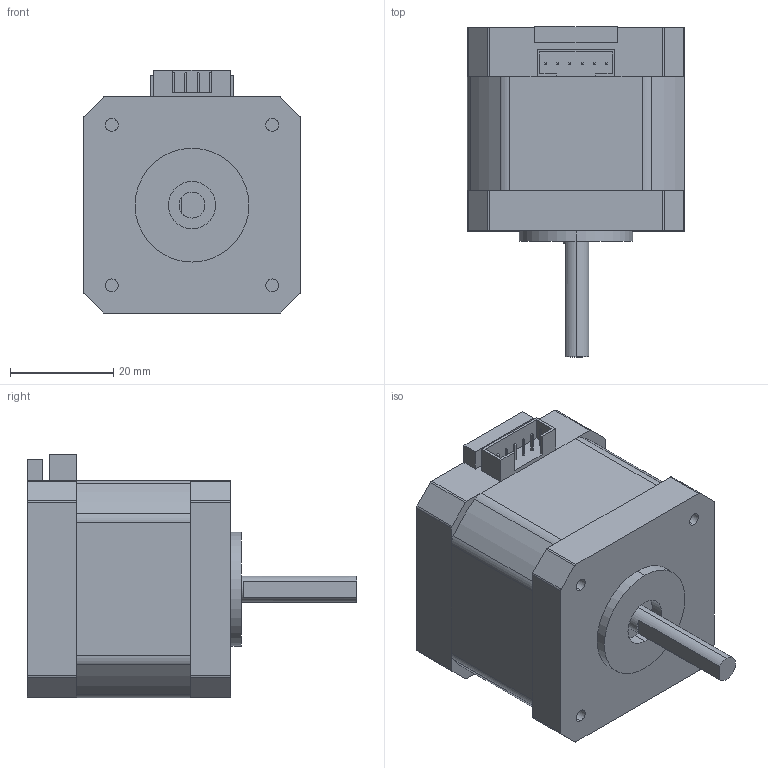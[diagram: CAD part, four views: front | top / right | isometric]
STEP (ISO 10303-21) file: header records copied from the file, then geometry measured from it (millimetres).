
FILE_DESCRIPTION (( 'STEP AP214' ), '1' );
FILE_NAME ('nema17 42-40.STEP', '2025-04-26T13:59:19', ( '' ), ( '' ), 'SwSTEP 2.0', 'SolidWorks 2024', '' );
FILE_SCHEMA (( 'AUTOMOTIVE_DESIGN' ));
Length unit declared in the file: millimetre
Products named in the file (1): nema17 42-40
Bounding box: 42 x 63.75 x 47.08 mm (x, y, z)
Volume: 67963.2 mm3; surface area: 11458.7 mm2
Topology: 1 solids, 1 shells, 289 faces, 738 edges, 474 vertices
Faces by surface type: plane 216, cylinder 61, torus 10, cone 2
Entity records: 8745 total; most frequent: CARTESIAN_POINT 1694, ORIENTED_EDGE 1476, DIRECTION 1432, EDGE_CURVE 738, LINE 496, VECTOR 496, VERTEX_POINT 474, AXIS2_PLACEMENT_3D 468
